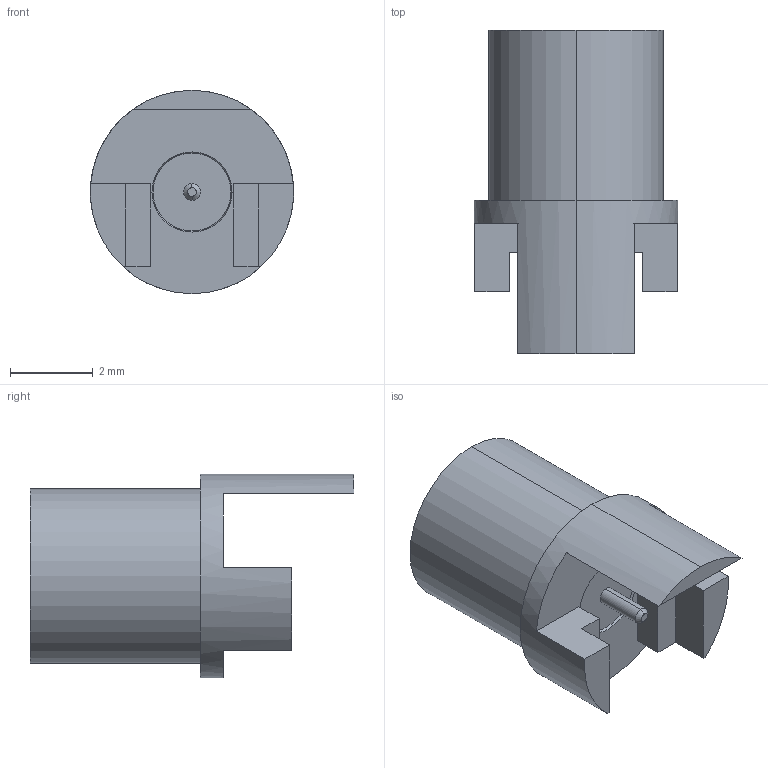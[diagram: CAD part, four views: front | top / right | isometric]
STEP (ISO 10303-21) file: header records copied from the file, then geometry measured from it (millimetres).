
FILE_DESCRIPTION (( 'STEP AP214' ), '1' );
FILE_NAME ('ÑÖÍÊ.434521.012ÑÁ_Âèëêà+äëÿ ïîòðåáèòåëÿ-Ï.STEP', '2018-11-27T07:16:10', ( 'User' ), ( '' ), 'SwSTEP 2.0', 'SolidWorks 2016', '' );
FILE_SCHEMA (( 'AUTOMOTIVE_DESIGN' ));
Length unit declared in the file: millimetre
Products named in the file (1): ÑÖÍÊ.434521.012ÑÁ_Âèëêà+äëÿ ïîòðåáèòåëÿ-Ï
Bounding box: 4.9 x 7.8 x 4.9 mm (x, y, z)
Volume: 53.6 mm3; surface area: 166.6 mm2
Topology: 1 solids, 1 shells, 47 faces, 106 edges, 66 vertices
Faces by surface type: plane 21, cylinder 14, cone 10, torus 2
Entity records: 1865 total; most frequent: DIRECTION 248, CARTESIAN_POINT 220, ORIENTED_EDGE 212, EDGE_CURVE 106, AXIS2_PLACEMENT_3D 94, VERTEX_POINT 66, LINE 60, VECTOR 60
